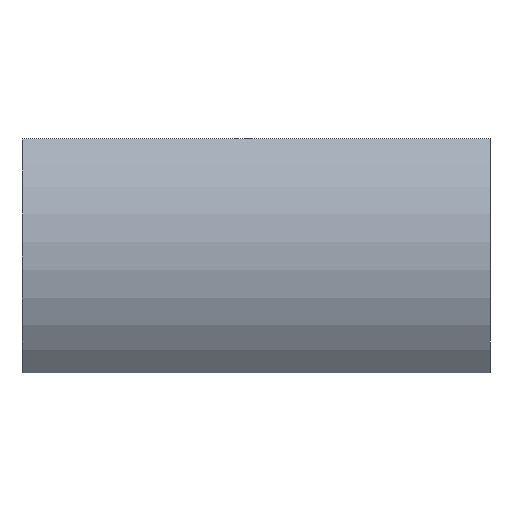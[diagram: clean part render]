
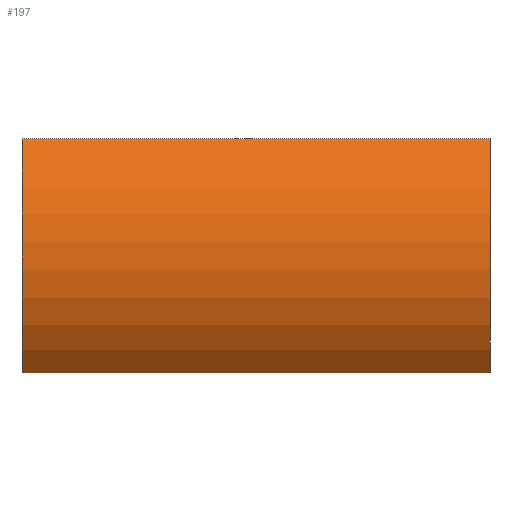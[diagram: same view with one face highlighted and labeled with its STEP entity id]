
A CAD part, left-side view. The second image highlights one B-rep face of the part: STEP entity #197.
In plain terms, the highlighted cylindrical face has radius 7.76 mm (diameter 15.52 mm), a partial arc.
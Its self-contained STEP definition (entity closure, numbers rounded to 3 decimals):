
#3 = EDGE_CURVE ( 'NONE', #70, #60, #109, .T. ) ;
#16 = EDGE_CURVE ( 'NONE', #51, #130, #93, .T. ) ;
#24 = DIRECTION ( 'NONE',  ( 0., -1., 0. ) ) ;
#42 = FACE_OUTER_BOUND ( 'NONE', #196, .T. ) ;
#45 = DIRECTION ( 'NONE',  ( 0., 0., 1. ) ) ;
#46 = CARTESIAN_POINT ( 'NONE',  ( -1.579, 20., 5. ) ) ;
#48 = ORIENTED_EDGE ( 'NONE', *, *, #16, .T. ) ;
#51 = VERTEX_POINT ( 'NONE', #152 ) ;
#52 = DIRECTION ( 'NONE',  ( 0., 1., 0. ) ) ;
#60 = VERTEX_POINT ( 'NONE', #103 ) ;
#62 = ORIENTED_EDGE ( 'NONE', *, *, #3, .F. ) ;
#70 = VERTEX_POINT ( 'NONE', #179 ) ;
#80 = CARTESIAN_POINT ( 'NONE',  ( 4.355, 20., 0. ) ) ;
#81 = EDGE_CURVE ( 'NONE', #60, #130, #161, .T. ) ;
#85 = VECTOR ( 'NONE', #193, 1000. ) ;
#88 = DIRECTION ( 'NONE',  ( 0., 0., -1. ) ) ;
#93 = CIRCLE ( 'NONE', #194, 7.76 ) ;
#103 = CARTESIAN_POINT ( 'NONE',  ( -1.579, 20., 5. ) ) ;
#109 = CIRCLE ( 'NONE', #127, 7.76 ) ;
#117 = EDGE_CURVE ( 'NONE', #70, #51, #177, .T. ) ;
#126 = DIRECTION ( 'NONE',  ( 0., 1., 0. ) ) ;
#127 = AXIS2_PLACEMENT_3D ( 'NONE', #188, #52, #176 ) ;
#128 = ORIENTED_EDGE ( 'NONE', *, *, #81, .F. ) ;
#130 = VERTEX_POINT ( 'NONE', #172 ) ;
#135 = ORIENTED_EDGE ( 'NONE', *, *, #117, .T. ) ;
#147 = DIRECTION ( 'NONE',  ( 0., -1., 0. ) ) ;
#152 = CARTESIAN_POINT ( 'NONE',  ( -1.579, 0., -5. ) ) ;
#153 = CYLINDRICAL_SURFACE ( 'NONE', #165, 7.76 ) ;
#155 = CARTESIAN_POINT ( 'NONE',  ( -1.579, 20., -5. ) ) ;
#156 = VECTOR ( 'NONE', #147, 1000. ) ;
#161 = LINE ( 'NONE', #46, #156 ) ;
#165 = AXIS2_PLACEMENT_3D ( 'NONE', #80, #24, #88 ) ;
#172 = CARTESIAN_POINT ( 'NONE',  ( -1.579, 0., 5. ) ) ;
#176 = DIRECTION ( 'NONE',  ( 0., 0., 1. ) ) ;
#177 = LINE ( 'NONE', #155, #85 ) ;
#179 = CARTESIAN_POINT ( 'NONE',  ( -1.579, 20., -5. ) ) ;
#188 = CARTESIAN_POINT ( 'NONE',  ( 4.355, 20., 0. ) ) ;
#193 = DIRECTION ( 'NONE',  ( 0., -1., 0. ) ) ;
#194 = AXIS2_PLACEMENT_3D ( 'NONE', #195, #126, #45 ) ;
#195 = CARTESIAN_POINT ( 'NONE',  ( 4.355, 0., 0. ) ) ;
#196 = EDGE_LOOP ( 'NONE', ( #48, #128, #62, #135 ) ) ;
#197 = ADVANCED_FACE ( 'NONE', ( #42 ), #153, .T. ) ;
